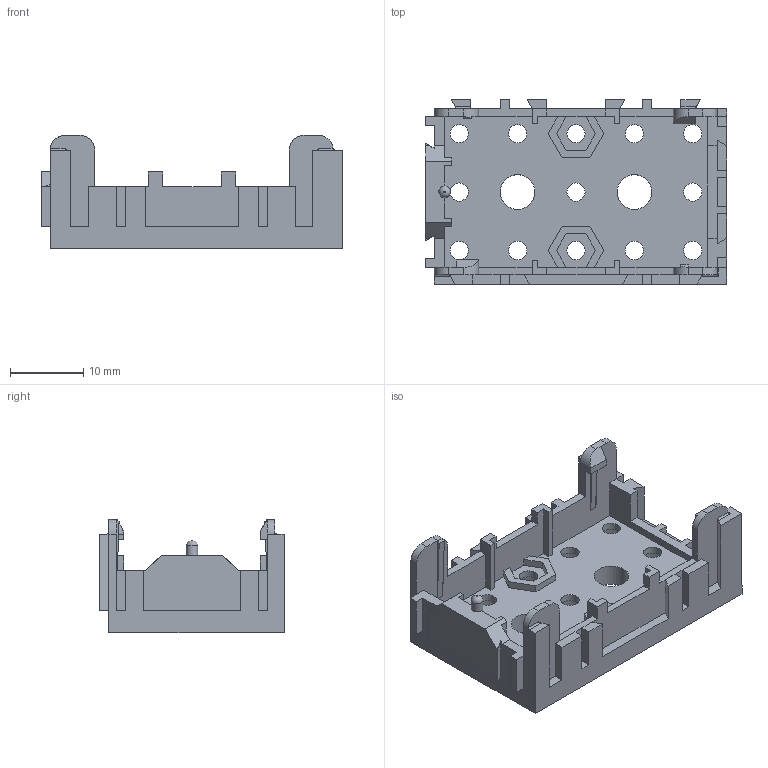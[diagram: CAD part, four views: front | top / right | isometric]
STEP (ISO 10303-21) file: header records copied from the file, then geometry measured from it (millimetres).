
FILE_DESCRIPTION (( 'STEP AP214' ), '1' );
FILE_NAME ('Grove wrapper-25x50.STEP', '2024-01-17T05:17:55', ( '' ), ( '' ), 'SwSTEP 2.0', 'SolidWorks 2020', '' );
FILE_SCHEMA (( 'AUTOMOTIVE_DESIGN' ));
Length unit declared in the file: millimetre
Products named in the file (1): Grove wrapper-25x50
Bounding box: 41.33 x 25.3 x 15.5 mm (x, y, z)
Volume: 3722.6 mm3; surface area: 5035.3 mm2
Topology: 1 solids, 1 shells, 261 faces, 714 edges, 470 vertices
Faces by surface type: plane 218, cylinder 42, torus 1
Full cylindrical faces by diameter (mm): 1.6 x1, 2.5 x13, 4.75 x15
Entity records: 8083 total; most frequent: CARTESIAN_POINT 1449, ORIENTED_EDGE 1366, DIRECTION 1276, EDGE_CURVE 683, LINE 592, VECTOR 592, VERTEX_POINT 469, AXIS2_PLACEMENT_3D 342
